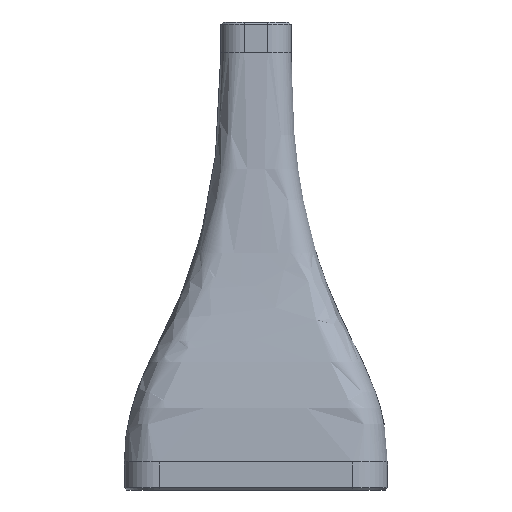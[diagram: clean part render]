
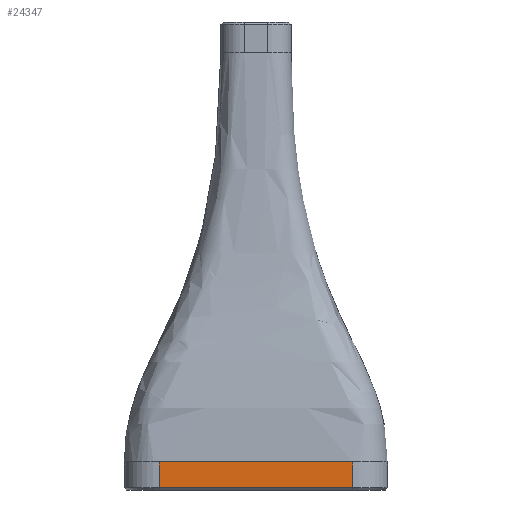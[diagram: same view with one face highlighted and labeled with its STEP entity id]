
A CAD part, left-side view. The second image highlights one B-rep face of the part: STEP entity #24347.
In plain terms, the highlighted planar face has unit normal (-1, 0, 0).
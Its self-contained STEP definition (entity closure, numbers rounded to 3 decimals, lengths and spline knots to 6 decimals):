
#5043=ORIENTED_EDGE('',*,*,#12123,.F.);
#5044=ORIENTED_EDGE('',*,*,#12125,.T.);
#5045=ORIENTED_EDGE('',*,*,#12126,.T.);
#5046=ORIENTED_EDGE('',*,*,#12127,.F.);
#12123=EDGE_CURVE('',#15688,#15689,#17680,.T.);
#12125=EDGE_CURVE('',#15688,#15690,#17681,.T.);
#12126=EDGE_CURVE('',#15690,#15691,#17682,.T.);
#12127=EDGE_CURVE('',#15689,#15691,#17683,.T.);
#15688=VERTEX_POINT('',#38443);
#15689=VERTEX_POINT('',#38445);
#15690=VERTEX_POINT('',#38449);
#15691=VERTEX_POINT('',#38451);
#17680=LINE('',#38444,#19102);
#17681=LINE('',#38448,#19103);
#17682=LINE('',#38450,#19104);
#17683=LINE('',#38452,#19105);
#19102=VECTOR('',#30135,1.);
#19103=VECTOR('',#30140,1.);
#19104=VECTOR('',#30141,1.);
#19105=VECTOR('',#30142,1.);
#20466=EDGE_LOOP('',(#5043,#5044,#5045,#5046));
#22176=FACE_BOUND('',#20466,.T.);
#23669=PLANE('',#26324);
#24347=ADVANCED_FACE('',(#22176),#23669,.T.);
#26324=AXIS2_PLACEMENT_3D('',#38447,#30138,#30139);
#30135=DIRECTION('',(0.,0.,1.));
#30138=DIRECTION('',(-1.,0.,0.));
#30139=DIRECTION('',(0.,0.,1.));
#30140=DIRECTION('',(0.,-1.,0.));
#30141=DIRECTION('',(0.,0.,1.));
#30142=DIRECTION('',(0.,-1.,0.));
#38443=CARTESIAN_POINT('',(-0.0115,0.0165,-0.0044));
#38444=CARTESIAN_POINT('',(-0.0115,0.0165,-0.0048));
#38445=CARTESIAN_POINT('',(-0.0115,0.0165,0.));
#38447=CARTESIAN_POINT('',(-0.0115,0.,-0.0048));
#38448=CARTESIAN_POINT('',(-0.0115,-0.0165,-0.0044));
#38449=CARTESIAN_POINT('',(-0.0115,-0.0165,-0.0044));
#38450=CARTESIAN_POINT('',(-0.0115,-0.0165,-0.0048));
#38451=CARTESIAN_POINT('',(-0.0115,-0.0165,0.));
#38452=CARTESIAN_POINT('',(-0.0115,0.,0.));
